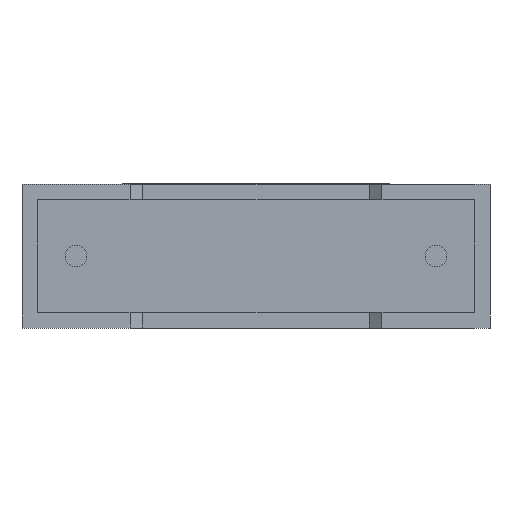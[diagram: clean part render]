
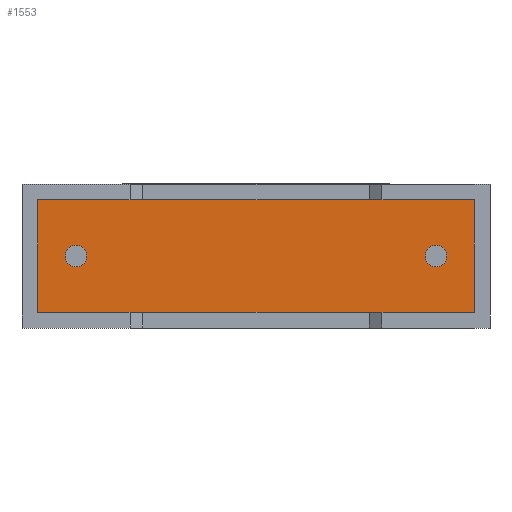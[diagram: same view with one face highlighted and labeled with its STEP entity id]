
A CAD part, front view. The second image highlights one B-rep face of the part: STEP entity #1553.
In plain terms, the highlighted planar face has unit normal (0, -1, 0).
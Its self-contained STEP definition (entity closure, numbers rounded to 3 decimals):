
#40 = EDGE_LOOP ( 'NONE', ( #1007, #317 ) ) ;
#84 = VECTOR ( 'NONE', #1491, 1000. ) ;
#106 = CARTESIAN_POINT ( 'NONE',  ( 12.567, 0.75, 0.433 ) ) ;
#113 = DIRECTION ( 'NONE',  ( 1., 0., 0. ) ) ;
#236 = CARTESIAN_POINT ( 'NONE',  ( 11.5, 0.75, 2. ) ) ;
#273 = VERTEX_POINT ( 'NONE', #2264 ) ;
#280 = CARTESIAN_POINT ( 'NONE',  ( 12.567, 0.75, 3.567 ) ) ;
#317 = ORIENTED_EDGE ( 'NONE', *, *, #916, .F. ) ;
#387 = EDGE_CURVE ( 'NONE', #273, #1136, #1688, .T. ) ;
#493 = DIRECTION ( 'NONE',  ( 0., 0., -1. ) ) ;
#513 = CARTESIAN_POINT ( 'NONE',  ( 0.433, 0.75, 0.433 ) ) ;
#517 = DIRECTION ( 'NONE',  ( 0., 0., -1. ) ) ;
#526 = DIRECTION ( 'NONE',  ( 0., -1., 0. ) ) ;
#551 = CARTESIAN_POINT ( 'NONE',  ( 12.567, 0.75, 3.567 ) ) ;
#579 = EDGE_CURVE ( 'NONE', #2428, #1255, #2996, .T. ) ;
#582 = VERTEX_POINT ( 'NONE', #2179 ) ;
#726 = CARTESIAN_POINT ( 'NONE',  ( 1.5, 0.75, 2. ) ) ;
#738 = DIRECTION ( 'NONE',  ( 0., 0., -1. ) ) ;
#789 = CARTESIAN_POINT ( 'NONE',  ( 11.5, 0.75, 1.7 ) ) ;
#856 = EDGE_CURVE ( 'NONE', #582, #1872, #1664, .T. ) ;
#897 = FACE_OUTER_BOUND ( 'NONE', #2790, .T. ) ;
#916 = EDGE_CURVE ( 'NONE', #1136, #273, #941, .T. ) ;
#941 = CIRCLE ( 'NONE', #2958, 0.3 ) ;
#945 = CARTESIAN_POINT ( 'NONE',  ( 0., 0.75, 0. ) ) ;
#1007 = ORIENTED_EDGE ( 'NONE', *, *, #387, .F. ) ;
#1099 = AXIS2_PLACEMENT_3D ( 'NONE', #2671, #1448, #2384 ) ;
#1133 = EDGE_CURVE ( 'NONE', #1804, #582, #2200, .T. ) ;
#1136 = VERTEX_POINT ( 'NONE', #1710 ) ;
#1255 = VERTEX_POINT ( 'NONE', #2639 ) ;
#1272 = DIRECTION ( 'NONE',  ( 0., 0., -1. ) ) ;
#1280 = EDGE_CURVE ( 'NONE', #1255, #2428, #2412, .T. ) ;
#1288 = AXIS2_PLACEMENT_3D ( 'NONE', #945, #1485, #1272 ) ;
#1415 = EDGE_LOOP ( 'NONE', ( #2668, #1891 ) ) ;
#1428 = FACE_BOUND ( 'NONE', #1415, .T. ) ;
#1448 = DIRECTION ( 'NONE',  ( 0., -1., 0. ) ) ;
#1465 = ORIENTED_EDGE ( 'NONE', *, *, #856, .T. ) ;
#1485 = DIRECTION ( 'NONE',  ( 0., -1., 0. ) ) ;
#1491 = DIRECTION ( 'NONE',  ( -1., 0., 0. ) ) ;
#1506 = EDGE_CURVE ( 'NONE', #2913, #1804, #2994, .T. ) ;
#1535 = AXIS2_PLACEMENT_3D ( 'NONE', #236, #1668, #517 ) ;
#1553 = ADVANCED_FACE ( 'NONE', ( #1428, #897, #2130 ), #2554, .T. ) ;
#1591 = DIRECTION ( 'NONE',  ( 0., 0., 1. ) ) ;
#1633 = VECTOR ( 'NONE', #1591, 1000. ) ;
#1664 = LINE ( 'NONE', #2391, #2655 ) ;
#1668 = DIRECTION ( 'NONE',  ( 0., -1., 0. ) ) ;
#1688 = CIRCLE ( 'NONE', #2372, 0.3 ) ;
#1710 = CARTESIAN_POINT ( 'NONE',  ( 1.5, 0.75, 1.7 ) ) ;
#1795 = ORIENTED_EDGE ( 'NONE', *, *, #1506, .T. ) ;
#1804 = VERTEX_POINT ( 'NONE', #551 ) ;
#1872 = VERTEX_POINT ( 'NONE', #513 ) ;
#1882 = DIRECTION ( 'NONE',  ( 0., 0., -1. ) ) ;
#1891 = ORIENTED_EDGE ( 'NONE', *, *, #579, .F. ) ;
#2130 = FACE_BOUND ( 'NONE', #40, .T. ) ;
#2179 = CARTESIAN_POINT ( 'NONE',  ( 0.433, 0.75, 3.567 ) ) ;
#2200 = LINE ( 'NONE', #280, #84 ) ;
#2232 = VECTOR ( 'NONE', #113, 1000. ) ;
#2264 = CARTESIAN_POINT ( 'NONE',  ( 1.5, 0.75, 2.3 ) ) ;
#2288 = EDGE_CURVE ( 'NONE', #1872, #2913, #2525, .T. ) ;
#2322 = ORIENTED_EDGE ( 'NONE', *, *, #1133, .T. ) ;
#2357 = ORIENTED_EDGE ( 'NONE', *, *, #2288, .T. ) ;
#2372 = AXIS2_PLACEMENT_3D ( 'NONE', #2573, #2553, #1882 ) ;
#2384 = DIRECTION ( 'NONE',  ( 0., 0., -1. ) ) ;
#2391 = CARTESIAN_POINT ( 'NONE',  ( 0.433, 0.75, 3.567 ) ) ;
#2412 = CIRCLE ( 'NONE', #1099, 0.3 ) ;
#2428 = VERTEX_POINT ( 'NONE', #789 ) ;
#2525 = LINE ( 'NONE', #2930, #2232 ) ;
#2553 = DIRECTION ( 'NONE',  ( 0., -1., 0. ) ) ;
#2554 = PLANE ( 'NONE',  #1288 ) ;
#2573 = CARTESIAN_POINT ( 'NONE',  ( 1.5, 0.75, 2. ) ) ;
#2639 = CARTESIAN_POINT ( 'NONE',  ( 11.5, 0.75, 2.3 ) ) ;
#2655 = VECTOR ( 'NONE', #738, 1000. ) ;
#2668 = ORIENTED_EDGE ( 'NONE', *, *, #1280, .F. ) ;
#2671 = CARTESIAN_POINT ( 'NONE',  ( 11.5, 0.75, 2. ) ) ;
#2790 = EDGE_LOOP ( 'NONE', ( #1465, #2357, #1795, #2322 ) ) ;
#2797 = CARTESIAN_POINT ( 'NONE',  ( 12.567, 0.75, 0.433 ) ) ;
#2913 = VERTEX_POINT ( 'NONE', #106 ) ;
#2930 = CARTESIAN_POINT ( 'NONE',  ( 0.433, 0.75, 0.433 ) ) ;
#2958 = AXIS2_PLACEMENT_3D ( 'NONE', #726, #526, #493 ) ;
#2994 = LINE ( 'NONE', #2797, #1633 ) ;
#2996 = CIRCLE ( 'NONE', #1535, 0.3 ) ;
